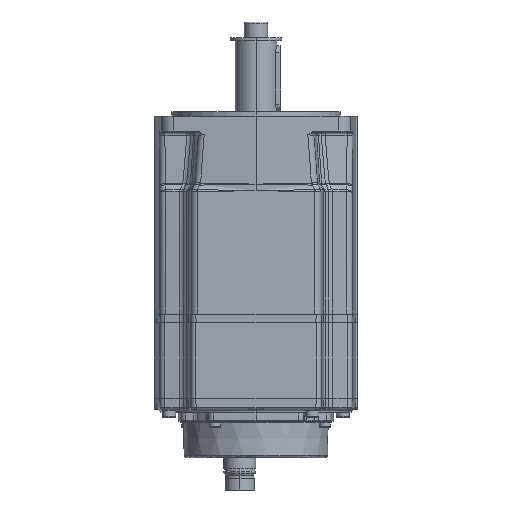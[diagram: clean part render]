
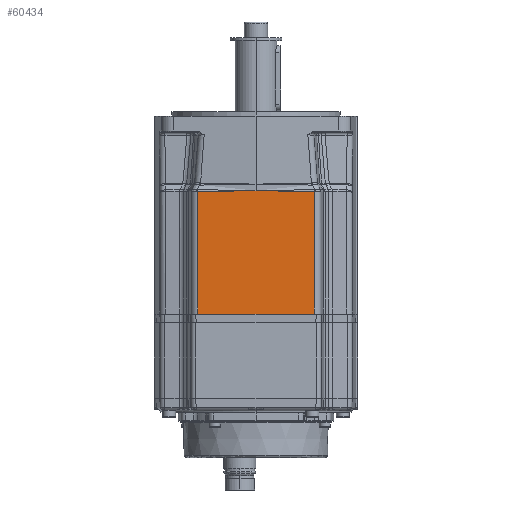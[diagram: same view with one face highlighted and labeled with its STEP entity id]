
A CAD part, front view. The second image highlights one B-rep face of the part: STEP entity #60434.
In plain terms, the highlighted planar face has unit normal (0, -1, 0).
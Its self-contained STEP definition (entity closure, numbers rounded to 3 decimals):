
#6925=DIRECTION('',(0.,0.,1.));
#6926=VECTOR('',#6925,94.465);
#6927=CARTESIAN_POINT('',(45.147,-77.5,0.));
#6928=LINE('',#6927,#6926);
#7567=CARTESIAN_POINT('',(-45.147,-77.5,
94.465));
#7591=DIRECTION('',(0.,0.,-1.));
#7592=VECTOR('',#7591,94.465);
#7593=CARTESIAN_POINT('',(-45.147,-77.5,
94.465));
#7594=LINE('',#7593,#7592);
#8367=DIRECTION('',(1.,0.,0.));
#8368=VECTOR('',#8367,90.294);
#8369=CARTESIAN_POINT('',(-45.147,-77.5,0.));
#8370=LINE('',#8369,#8368);
#8371=CARTESIAN_POINT('',(0.,-77.5,95.3));
#8372=CARTESIAN_POINT('',(-5.549,-77.5,95.19));
#8373=CARTESIAN_POINT('',(-16.294,-77.5,
94.975));
#8374=CARTESIAN_POINT('',(-31.403,-77.5,
94.692));
#8375=CARTESIAN_POINT('',(-40.69,-77.5,
94.536));
#8376=CARTESIAN_POINT('',(-45.147,-77.5,
94.465));
#8399=CARTESIAN_POINT('',(45.147,-77.5,94.465));
#8400=CARTESIAN_POINT('',(40.69,-77.5,94.536));
#8401=CARTESIAN_POINT('',(31.403,-77.5,94.692));
#8402=CARTESIAN_POINT('',(16.294,-77.5,94.975));
#8403=CARTESIAN_POINT('',(5.549,-77.5,95.19));
#8404=CARTESIAN_POINT('',(0.,-77.5,95.3));
#44598=VERTEX_POINT('',#7567);
#44600=VERTEX_POINT('',#8371);
#44602=VERTEX_POINT('',#8399);
#44879=CARTESIAN_POINT('',(-45.147,-77.5,0.));
#44880=CARTESIAN_POINT('',(45.147,-77.5,0.));
#44881=VERTEX_POINT('',#44879);
#44882=VERTEX_POINT('',#44880);
#60420=CARTESIAN_POINT('',(-77.5,-77.5,154.8));
#60421=DIRECTION('',(0.,-1.,0.));
#60422=DIRECTION('',(1.,0.,0.));
#60423=AXIS2_PLACEMENT_3D('',#60420,#60421,#60422);
#60424=PLANE('',#60423);
#60425=ORIENTED_EDGE('',*,*,#58366,.F.);
#60426=ORIENTED_EDGE('',*,*,#59281,.F.);
#60428=ORIENTED_EDGE('',*,*,#60427,.F.);
#60430=ORIENTED_EDGE('',*,*,#60429,.F.);
#60431=ORIENTED_EDGE('',*,*,#58345,.F.);
#60432=EDGE_LOOP('',(#60425,#60426,#60428,#60430,#60431));
#60433=FACE_OUTER_BOUND('',#60432,.F.);
#60434=ADVANCED_FACE('',(#60433),#60424,.T.);
#8377=B_SPLINE_CURVE_WITH_KNOTS('',3,(#8371,#8372,#8373,#8374,#8375,#8376),
.UNSPECIFIED.,.F.,.F.,(4,1,1,4),(0.,0.333,0.667,1.),
.UNSPECIFIED.);
#8405=B_SPLINE_CURVE_WITH_KNOTS('',3,(#8399,#8400,#8401,#8402,#8403,#8404),
.UNSPECIFIED.,.F.,.F.,(4,1,1,4),(0.,0.333,0.667,1.),
.UNSPECIFIED.);
#58345=EDGE_CURVE('',#44882,#44602,#6928,.T.);
#58366=EDGE_CURVE('',#44881,#44882,#8370,.T.);
#59281=EDGE_CURVE('',#44598,#44881,#7594,.T.);
#60427=EDGE_CURVE('',#44600,#44598,#8377,.T.);
#60429=EDGE_CURVE('',#44602,#44600,#8405,.T.);
